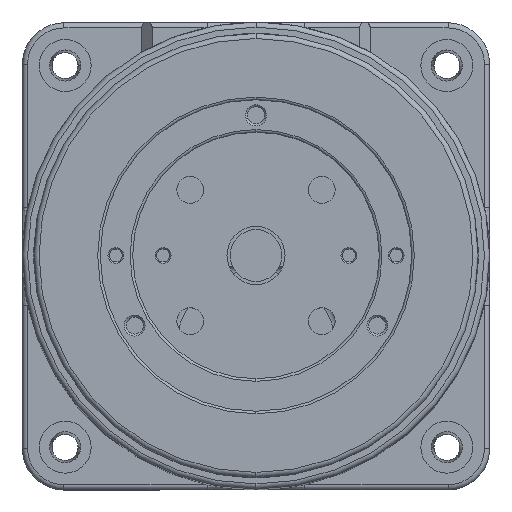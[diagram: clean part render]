
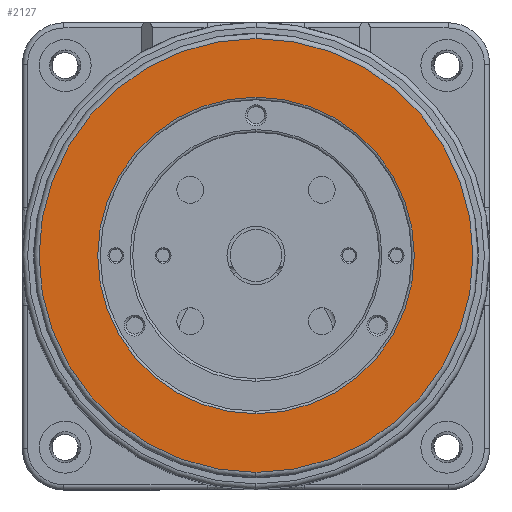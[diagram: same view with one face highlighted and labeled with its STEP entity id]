
A CAD part, top view. The second image highlights one B-rep face of the part: STEP entity #2127.
In plain terms, the highlighted planar face has unit normal (0, 0, 1).
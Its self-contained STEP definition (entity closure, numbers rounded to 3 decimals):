
#48 = CIRCLE ( 'NONE', #4641, 41.8 ) ;
#111 = DIRECTION ( 'NONE',  ( 0., -1., 0. ) ) ;
#272 = VERTEX_POINT ( 'NONE', #1305 ) ;
#329 = FACE_OUTER_BOUND ( 'NONE', #3531, .T. ) ;
#402 = CARTESIAN_POINT ( 'NONE',  ( -34.668, 57.461, 52.5 ) ) ;
#495 = DIRECTION ( 'NONE',  ( 0., -1., 0. ) ) ;
#579 = CIRCLE ( 'NONE', #5160, 41.8 ) ;
#1305 = CARTESIAN_POINT ( 'NONE',  ( -34.668, -26.139, 52.5 ) ) ;
#1307 = EDGE_CURVE ( 'NONE', #1666, #2877, #4393, .T. ) ;
#1666 = VERTEX_POINT ( 'NONE', #7675 ) ;
#1922 = DIRECTION ( 'NONE',  ( 0., 0., 1. ) ) ;
#2127 = ADVANCED_FACE ( 'NONE', ( #5931, #329 ), #2846, .T. ) ;
#2218 = DIRECTION ( 'NONE',  ( 0., -1., 0. ) ) ;
#2282 = CARTESIAN_POINT ( 'NONE',  ( -34.668, 15.661, 52.5 ) ) ;
#2664 = EDGE_CURVE ( 'NONE', #3391, #272, #48, .T. ) ;
#2731 = EDGE_CURVE ( 'NONE', #2877, #1666, #7726, .T. ) ;
#2846 = PLANE ( 'NONE',  #4802 ) ;
#2877 = VERTEX_POINT ( 'NONE', #7842 ) ;
#2881 = EDGE_CURVE ( 'NONE', #272, #3391, #579, .T. ) ;
#3249 = CARTESIAN_POINT ( 'NONE',  ( -34.668, 15.661, 52.5 ) ) ;
#3324 = ORIENTED_EDGE ( 'NONE', *, *, #2731, .T. ) ;
#3391 = VERTEX_POINT ( 'NONE', #402 ) ;
#3531 = EDGE_LOOP ( 'NONE', ( #4146, #5092 ) ) ;
#3631 = CARTESIAN_POINT ( 'NONE',  ( -34.668, 15.661, 52.5 ) ) ;
#4118 = AXIS2_PLACEMENT_3D ( 'NONE', #3631, #6098, #495 ) ;
#4146 = ORIENTED_EDGE ( 'NONE', *, *, #2881, .T. ) ;
#4255 = AXIS2_PLACEMENT_3D ( 'NONE', #3249, #5731, #111 ) ;
#4393 = CIRCLE ( 'NONE', #4118, 30.5 ) ;
#4432 = DIRECTION ( 'NONE',  ( 0., -1., 0. ) ) ;
#4641 = AXIS2_PLACEMENT_3D ( 'NONE', #7507, #1922, #4432 ) ;
#4788 = DIRECTION ( 'NONE',  ( 0., 0., 1. ) ) ;
#4802 = AXIS2_PLACEMENT_3D ( 'NONE', #5336, #7782, #2218 ) ;
#5092 = ORIENTED_EDGE ( 'NONE', *, *, #2664, .T. ) ;
#5160 = AXIS2_PLACEMENT_3D ( 'NONE', #2282, #4788, #7245 ) ;
#5336 = CARTESIAN_POINT ( 'NONE',  ( -34.668, 58.461, 52.5 ) ) ;
#5731 = DIRECTION ( 'NONE',  ( 0., 0., -1. ) ) ;
#5931 = FACE_BOUND ( 'NONE', #7893, .T. ) ;
#6098 = DIRECTION ( 'NONE',  ( 0., 0., -1. ) ) ;
#7245 = DIRECTION ( 'NONE',  ( 0., -1., 0. ) ) ;
#7289 = ORIENTED_EDGE ( 'NONE', *, *, #1307, .T. ) ;
#7507 = CARTESIAN_POINT ( 'NONE',  ( -34.668, 15.661, 52.5 ) ) ;
#7675 = CARTESIAN_POINT ( 'NONE',  ( -34.668, -14.839, 52.5 ) ) ;
#7726 = CIRCLE ( 'NONE', #4255, 30.5 ) ;
#7782 = DIRECTION ( 'NONE',  ( 0., 0., 1. ) ) ;
#7842 = CARTESIAN_POINT ( 'NONE',  ( -34.668, 46.161, 52.5 ) ) ;
#7893 = EDGE_LOOP ( 'NONE', ( #7289, #3324 ) ) ;
